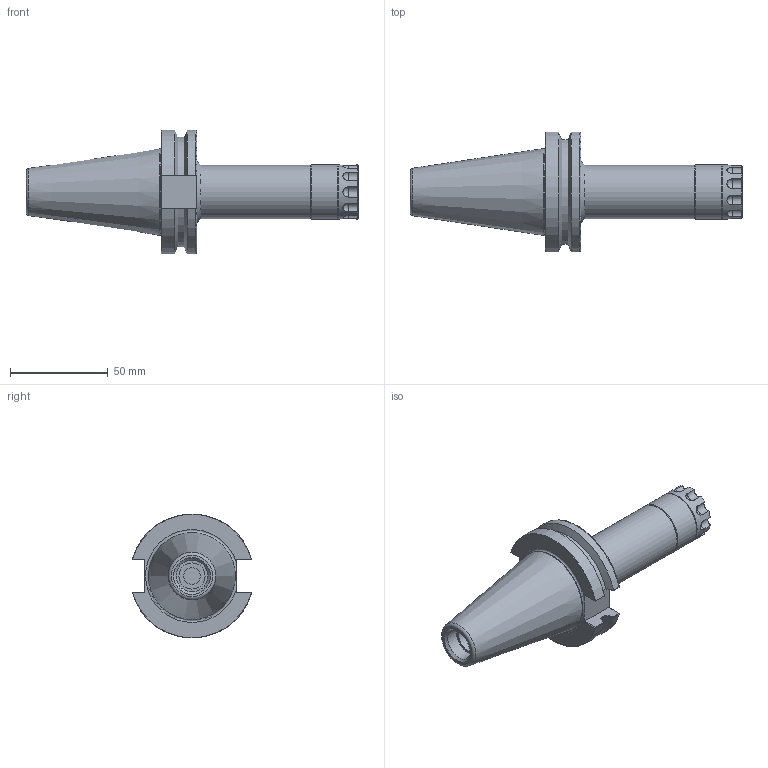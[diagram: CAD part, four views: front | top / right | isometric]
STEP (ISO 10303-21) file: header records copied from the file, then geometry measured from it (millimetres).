
FILE_DESCRIPTION(/* description */ (''),/* implementation_level */ '2;1');
FILE_NAME(/* name */ 'CAT40 SK10-4.0D-HT.step',/* time_stamp */ '2026-01-05T16:33:48-06:00',/* author */ (''),/* organization */ (''),/* preprocessor_version */ 'ST-DEVELOPER v20.1',/* originating_system */ 'Autodesk Translation Framework v14.21.0.0',/* authorisation */ '');
FILE_SCHEMA (('AUTOMOTIVE_DESIGN { 1 0 10303 214 3 1 1 }'));
Length unit declared in the file: inch
Products named in the file (3): CAT40 Dual Contact Template; CAT40 Dual Contact 2.69 v1; CAT40 SK10-3.0-HT
Assembly tree (2 placements, depth 2):
  CAT40 Dual Contact Template
    CAT40 Dual Contact 2.69 v1
    CAT40 SK10-3.0-HT
Bounding box: 169.93 x 61.14 x 63.26 mm (x, y, z)
Volume: 150463.1 mm3; surface area: 33010.7 mm2
Topology: 2 solids, 2 shells, 141 faces, 362 edges, 234 vertices
Faces by surface type: plane 40, cone 35, cylinder 31, bspline 16, sphere 10, torus 9
Full cylindrical faces by diameter (mm): 8.5 x1, 11.112 x1, 11.455 x1, 12.446 x2, 13.386 x1, 14.732 x1, 16.256 x1, 21.387 x1, 24.079 x1, 27.178 x1, 27.534 x1, 27.686 x2, 44.45 x1
Entity records: 5286 total; most frequent: CARTESIAN_POINT 1762, ORIENTED_EDGE 722, DIRECTION 691, EDGE_CURVE 361, AXIS2_PLACEMENT_3D 276, VERTEX_POINT 234, EDGE_LOOP 153, FACE_OUTER_BOUND 141
